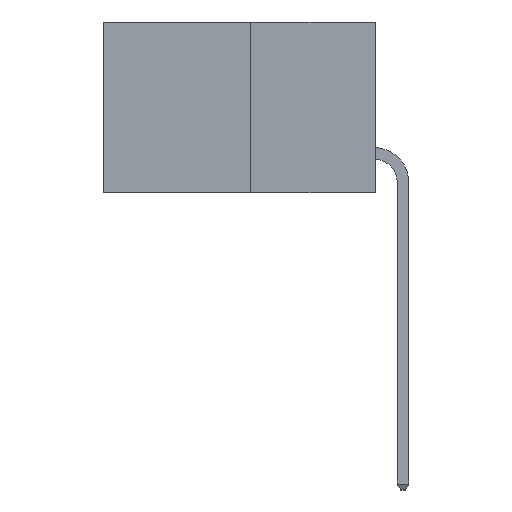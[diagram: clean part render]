
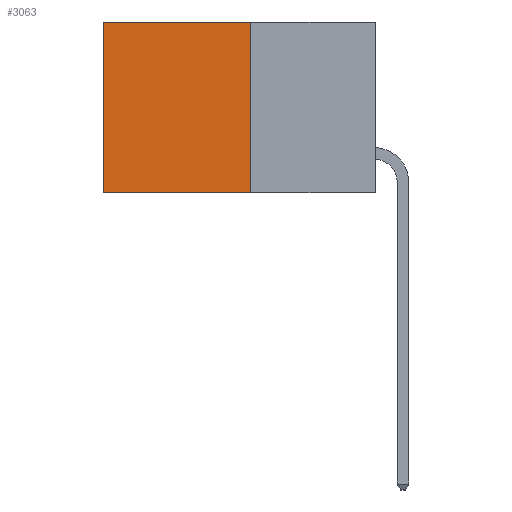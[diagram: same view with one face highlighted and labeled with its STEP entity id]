
A CAD part, left-side view. The second image highlights one B-rep face of the part: STEP entity #3063.
In plain terms, the highlighted planar face has unit normal (-1, 0, 0).
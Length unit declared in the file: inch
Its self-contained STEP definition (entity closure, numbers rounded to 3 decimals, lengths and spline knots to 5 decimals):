
#462 = DIRECTION ( 'NONE',  ( 0., 1., 0. ) ) ;
#1948 = ORIENTED_EDGE ( 'NONE', *, *, #6831, .F. ) ;
#2245 = LINE ( 'NONE', #11673, #12954 ) ;
#3059 = VERTEX_POINT ( 'NONE', #12013 ) ;
#3063 = ADVANCED_FACE ( 'NONE', ( #11636 ), #10292, .F. ) ;
#3595 = EDGE_CURVE ( 'NONE', #12880, #7120, #5168, .T. ) ;
#3714 = VECTOR ( 'NONE', #10089, 39.37008 ) ;
#4033 = DIRECTION ( 'NONE',  ( 0., 0., -1. ) ) ;
#4620 = DIRECTION ( 'NONE',  ( 0., 0., -1. ) ) ;
#5168 = LINE ( 'NONE', #9435, #12965 ) ;
#6063 = AXIS2_PLACEMENT_3D ( 'NONE', #10174, #10200, #4620 ) ;
#6471 = EDGE_CURVE ( 'NONE', #3059, #9471, #9121, .T. ) ;
#6831 = EDGE_CURVE ( 'NONE', #9471, #7120, #12894, .T. ) ;
#7120 = VERTEX_POINT ( 'NONE', #12062 ) ;
#9121 = LINE ( 'NONE', #10425, #3714 ) ;
#9406 = CARTESIAN_POINT ( 'NONE',  ( 0.277, 0.27, -0.37 ) ) ;
#9435 = CARTESIAN_POINT ( 'NONE',  ( 0.277, 0.59, -0.37 ) ) ;
#9471 = VERTEX_POINT ( 'NONE', #12994 ) ;
#9552 = EDGE_CURVE ( 'NONE', #3059, #12880, #2245, .T. ) ;
#10089 = DIRECTION ( 'NONE',  ( 0., 0., -1. ) ) ;
#10168 = ORIENTED_EDGE ( 'NONE', *, *, #6471, .F. ) ;
#10174 = CARTESIAN_POINT ( 'NONE',  ( 0.277, 0.27, -0.37 ) ) ;
#10200 = DIRECTION ( 'NONE',  ( 1., 0., 0. ) ) ;
#10292 = PLANE ( 'NONE',  #6063 ) ;
#10425 = CARTESIAN_POINT ( 'NONE',  ( 0.277, 0.27, -0.37 ) ) ;
#11534 = DIRECTION ( 'NONE',  ( 0., 1., 0. ) ) ;
#11636 = FACE_OUTER_BOUND ( 'NONE', #12054, .T. ) ;
#11673 = CARTESIAN_POINT ( 'NONE',  ( 0.277, 0.27, 0. ) ) ;
#12013 = CARTESIAN_POINT ( 'NONE',  ( 0.277, 0.27, 0. ) ) ;
#12054 = EDGE_LOOP ( 'NONE', ( #12410, #1948, #10168, #12400 ) ) ;
#12062 = CARTESIAN_POINT ( 'NONE',  ( 0.277, 0.59, -0.37 ) ) ;
#12400 = ORIENTED_EDGE ( 'NONE', *, *, #9552, .T. ) ;
#12410 = ORIENTED_EDGE ( 'NONE', *, *, #3595, .T. ) ;
#12573 = CARTESIAN_POINT ( 'NONE',  ( 0.277, 0.59, 0. ) ) ;
#12589 = VECTOR ( 'NONE', #462, 39.37008 ) ;
#12880 = VERTEX_POINT ( 'NONE', #12573 ) ;
#12894 = LINE ( 'NONE', #9406, #12589 ) ;
#12954 = VECTOR ( 'NONE', #11534, 39.37008 ) ;
#12965 = VECTOR ( 'NONE', #4033, 39.37008 ) ;
#12994 = CARTESIAN_POINT ( 'NONE',  ( 0.277, 0.27, -0.37 ) ) ;
